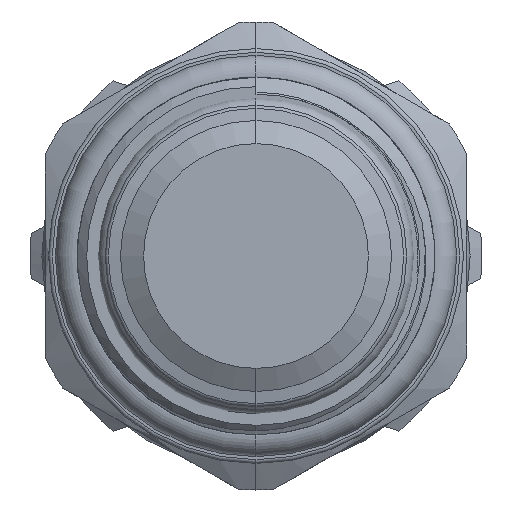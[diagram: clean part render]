
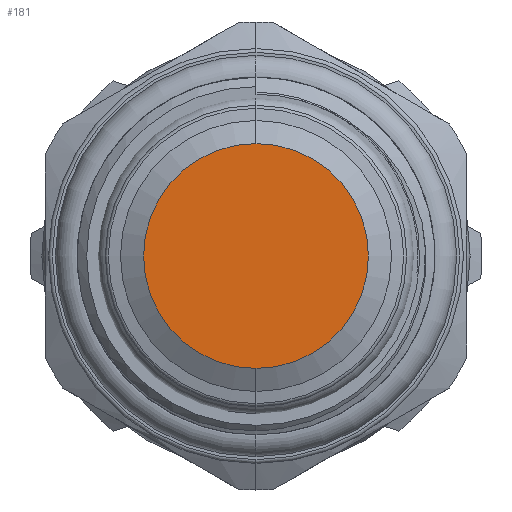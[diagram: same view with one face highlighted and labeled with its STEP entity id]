
A CAD part, left-side view. The second image highlights one B-rep face of the part: STEP entity #181.
In plain terms, the highlighted planar face has unit normal (-1, 0, 0).
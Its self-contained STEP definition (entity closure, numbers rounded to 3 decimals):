
#181 = ADVANCED_FACE ( 'NONE', ( #4094 ), #5050, .F. ) ;
#857 = VERTEX_POINT ( 'NONE', #9668 ) ;
#879 = VERTEX_POINT ( 'NONE', #9690 ) ;
#1652 = EDGE_CURVE ( 'NONE', #857, #879, #11254, .T. ) ;
#1672 = EDGE_CURVE ( 'NONE', #879, #857, #11270, .T. ) ;
#1961 = AXIS2_PLACEMENT_3D ( 'NONE', #5043, #5051, #5052 ) ;
#2411 = AXIS2_PLACEMENT_3D ( 'NONE', #12129, #12130, #12131 ) ;
#2413 = AXIS2_PLACEMENT_3D ( 'NONE', #12395, #12396, #12397 ) ;
#3387 = ORIENTED_EDGE ( 'NONE', *, *, #1672, .T. ) ;
#3388 = ORIENTED_EDGE ( 'NONE', *, *, #1652, .T. ) ;
#3603 = EDGE_LOOP ( 'NONE', ( #3387, #3388 ) ) ;
#4094 = FACE_OUTER_BOUND ( 'NONE', #3603, .T. ) ;
#5043 = CARTESIAN_POINT ( 'NONE',  ( -29.34, 0., 0. ) ) ;
#5050 = PLANE ( 'NONE',  #1961 ) ;
#5051 = DIRECTION ( 'NONE',  ( 1., 0., 0. ) ) ;
#5052 = DIRECTION ( 'NONE',  ( 0., 0., -1. ) ) ;
#9668 = CARTESIAN_POINT ( 'NONE',  ( -29.34, 0., 5.923 ) ) ;
#9690 = CARTESIAN_POINT ( 'NONE',  ( -29.34, 0., -5.923 ) ) ;
#11254 = CIRCLE ( 'NONE', #2411, 5.923 ) ;
#11270 = CIRCLE ( 'NONE', #2413, 5.923 ) ;
#12129 = CARTESIAN_POINT ( 'NONE',  ( -29.34, 0., 0. ) ) ;
#12130 = DIRECTION ( 'NONE',  ( -1., 0., 0. ) ) ;
#12131 = DIRECTION ( 'NONE',  ( 0., 0., 1. ) ) ;
#12395 = CARTESIAN_POINT ( 'NONE',  ( -29.34, 0., 0. ) ) ;
#12396 = DIRECTION ( 'NONE',  ( -1., 0., 0. ) ) ;
#12397 = DIRECTION ( 'NONE',  ( 0., 0., 1. ) ) ;
